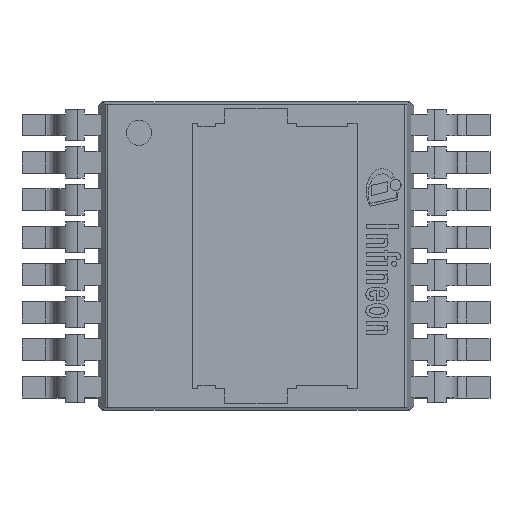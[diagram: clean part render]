
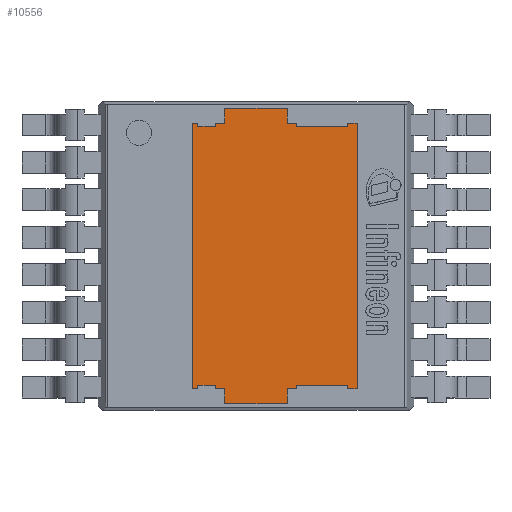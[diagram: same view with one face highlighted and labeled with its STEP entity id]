
A CAD part, top view. The second image highlights one B-rep face of the part: STEP entity #10556.
In plain terms, the highlighted planar face has unit normal (0, 0, 1).
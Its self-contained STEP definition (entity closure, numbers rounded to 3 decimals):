
#746=PLANE('',#11367);
#1314=FACE_OUTER_BOUND('',#1889,.T.);
#1889=EDGE_LOOP('',(#9853,#9854,#9855,#9856,#9857,#9858,#9859,#9860,#9861,
#9862,#9863,#9864,#9865,#9866,#9867,#9868,#9869,#9870,#9871,#9872,#9873,
#9874,#9875,#9876,#9877,#9878,#9879,#9880));
#2943=LINE('',#17684,#4077);
#2946=LINE('',#17690,#4080);
#2949=LINE('',#17696,#4083);
#2952=LINE('',#17702,#4086);
#2955=LINE('',#17708,#4089);
#2958=LINE('',#17714,#4092);
#2961=LINE('',#17720,#4095);
#2964=LINE('',#17726,#4098);
#2967=LINE('',#17732,#4101);
#2970=LINE('',#17738,#4104);
#2973=LINE('',#17744,#4107);
#2976=LINE('',#17750,#4110);
#2979=LINE('',#17756,#4113);
#2982=LINE('',#17762,#4116);
#2985=LINE('',#17768,#4119);
#2988=LINE('',#17774,#4122);
#2991=LINE('',#17780,#4125);
#2994=LINE('',#17786,#4128);
#2997=LINE('',#17792,#4131);
#3000=LINE('',#17798,#4134);
#3003=LINE('',#17804,#4137);
#3006=LINE('',#17810,#4140);
#3009=LINE('',#17816,#4143);
#3012=LINE('',#17822,#4146);
#3015=LINE('',#17828,#4149);
#3018=LINE('',#17834,#4152);
#3021=LINE('',#17840,#4155);
#3024=LINE('',#17844,#4158);
#4077=VECTOR('',#13923,1.);
#4080=VECTOR('',#13928,1.);
#4083=VECTOR('',#13933,1.);
#4086=VECTOR('',#13938,1.);
#4089=VECTOR('',#13943,1.);
#4092=VECTOR('',#13948,1.);
#4095=VECTOR('',#13953,1.);
#4098=VECTOR('',#13958,1.);
#4101=VECTOR('',#13963,1.);
#4104=VECTOR('',#13968,1.);
#4107=VECTOR('',#13973,1.);
#4110=VECTOR('',#13978,1.);
#4113=VECTOR('',#13983,1.);
#4116=VECTOR('',#13988,1.);
#4119=VECTOR('',#13993,1.);
#4122=VECTOR('',#13998,1.);
#4125=VECTOR('',#14003,1.);
#4128=VECTOR('',#14008,1.);
#4131=VECTOR('',#14013,1.);
#4134=VECTOR('',#14018,1.);
#4137=VECTOR('',#14023,1.);
#4140=VECTOR('',#14028,1.);
#4143=VECTOR('',#14033,1.);
#4146=VECTOR('',#14038,1.);
#4149=VECTOR('',#14043,1.);
#4152=VECTOR('',#14048,1.);
#4155=VECTOR('',#14053,1.);
#4158=VECTOR('',#14058,1.);
#5316=VERTEX_POINT('',#17681);
#5317=VERTEX_POINT('',#17683);
#5319=VERTEX_POINT('',#17689);
#5321=VERTEX_POINT('',#17695);
#5323=VERTEX_POINT('',#17701);
#5325=VERTEX_POINT('',#17707);
#5327=VERTEX_POINT('',#17713);
#5329=VERTEX_POINT('',#17719);
#5331=VERTEX_POINT('',#17725);
#5333=VERTEX_POINT('',#17731);
#5335=VERTEX_POINT('',#17737);
#5337=VERTEX_POINT('',#17743);
#5339=VERTEX_POINT('',#17749);
#5341=VERTEX_POINT('',#17755);
#5343=VERTEX_POINT('',#17761);
#5345=VERTEX_POINT('',#17767);
#5347=VERTEX_POINT('',#17773);
#5349=VERTEX_POINT('',#17779);
#5351=VERTEX_POINT('',#17785);
#5353=VERTEX_POINT('',#17791);
#5355=VERTEX_POINT('',#17797);
#5357=VERTEX_POINT('',#17803);
#5359=VERTEX_POINT('',#17809);
#5361=VERTEX_POINT('',#17815);
#5363=VERTEX_POINT('',#17821);
#5365=VERTEX_POINT('',#17827);
#5367=VERTEX_POINT('',#17833);
#5369=VERTEX_POINT('',#17839);
#6801=EDGE_CURVE('',#5317,#5316,#2943,.T.);
#6804=EDGE_CURVE('',#5319,#5317,#2946,.T.);
#6807=EDGE_CURVE('',#5321,#5319,#2949,.T.);
#6810=EDGE_CURVE('',#5323,#5321,#2952,.T.);
#6813=EDGE_CURVE('',#5325,#5323,#2955,.T.);
#6816=EDGE_CURVE('',#5327,#5325,#2958,.T.);
#6819=EDGE_CURVE('',#5329,#5327,#2961,.T.);
#6822=EDGE_CURVE('',#5331,#5329,#2964,.T.);
#6825=EDGE_CURVE('',#5333,#5331,#2967,.T.);
#6828=EDGE_CURVE('',#5335,#5333,#2970,.T.);
#6831=EDGE_CURVE('',#5337,#5335,#2973,.T.);
#6834=EDGE_CURVE('',#5339,#5337,#2976,.T.);
#6837=EDGE_CURVE('',#5341,#5339,#2979,.T.);
#6840=EDGE_CURVE('',#5343,#5341,#2982,.T.);
#6843=EDGE_CURVE('',#5345,#5343,#2985,.T.);
#6846=EDGE_CURVE('',#5347,#5345,#2988,.T.);
#6849=EDGE_CURVE('',#5349,#5347,#2991,.T.);
#6852=EDGE_CURVE('',#5351,#5349,#2994,.T.);
#6855=EDGE_CURVE('',#5353,#5351,#2997,.T.);
#6858=EDGE_CURVE('',#5355,#5353,#3000,.T.);
#6861=EDGE_CURVE('',#5357,#5355,#3003,.T.);
#6864=EDGE_CURVE('',#5359,#5357,#3006,.T.);
#6867=EDGE_CURVE('',#5361,#5359,#3009,.T.);
#6870=EDGE_CURVE('',#5363,#5361,#3012,.T.);
#6873=EDGE_CURVE('',#5365,#5363,#3015,.T.);
#6876=EDGE_CURVE('',#5367,#5365,#3018,.T.);
#6879=EDGE_CURVE('',#5369,#5367,#3021,.T.);
#6882=EDGE_CURVE('',#5316,#5369,#3024,.T.);
#9853=ORIENTED_EDGE('',*,*,#6882,.T.);
#9854=ORIENTED_EDGE('',*,*,#6879,.T.);
#9855=ORIENTED_EDGE('',*,*,#6876,.T.);
#9856=ORIENTED_EDGE('',*,*,#6873,.T.);
#9857=ORIENTED_EDGE('',*,*,#6870,.T.);
#9858=ORIENTED_EDGE('',*,*,#6867,.T.);
#9859=ORIENTED_EDGE('',*,*,#6864,.T.);
#9860=ORIENTED_EDGE('',*,*,#6861,.T.);
#9861=ORIENTED_EDGE('',*,*,#6858,.T.);
#9862=ORIENTED_EDGE('',*,*,#6855,.T.);
#9863=ORIENTED_EDGE('',*,*,#6852,.T.);
#9864=ORIENTED_EDGE('',*,*,#6849,.T.);
#9865=ORIENTED_EDGE('',*,*,#6846,.T.);
#9866=ORIENTED_EDGE('',*,*,#6843,.T.);
#9867=ORIENTED_EDGE('',*,*,#6840,.T.);
#9868=ORIENTED_EDGE('',*,*,#6837,.T.);
#9869=ORIENTED_EDGE('',*,*,#6834,.T.);
#9870=ORIENTED_EDGE('',*,*,#6831,.T.);
#9871=ORIENTED_EDGE('',*,*,#6828,.T.);
#9872=ORIENTED_EDGE('',*,*,#6825,.T.);
#9873=ORIENTED_EDGE('',*,*,#6822,.T.);
#9874=ORIENTED_EDGE('',*,*,#6819,.T.);
#9875=ORIENTED_EDGE('',*,*,#6816,.T.);
#9876=ORIENTED_EDGE('',*,*,#6813,.T.);
#9877=ORIENTED_EDGE('',*,*,#6810,.T.);
#9878=ORIENTED_EDGE('',*,*,#6807,.T.);
#9879=ORIENTED_EDGE('',*,*,#6804,.T.);
#9880=ORIENTED_EDGE('',*,*,#6801,.T.);
#10556=ADVANCED_FACE('',(#1314),#746,.T.);
#11367=AXIS2_PLACEMENT_3D('',#17845,#14059,#14060);
#13923=DIRECTION('',(1.,0.,0.));
#13928=DIRECTION('',(0.,1.,0.));
#13933=DIRECTION('',(1.,0.,0.));
#13938=DIRECTION('',(0.,-1.,0.));
#13943=DIRECTION('',(1.,0.,0.));
#13948=DIRECTION('',(0.,-1.,0.));
#13953=DIRECTION('',(1.,0.,0.));
#13958=DIRECTION('',(0.,1.,0.));
#13963=DIRECTION('',(1.,0.,0.));
#13968=DIRECTION('',(0.,-1.,0.));
#13973=DIRECTION('',(-1.,0.,0.));
#13978=DIRECTION('',(0.,1.,0.));
#13983=DIRECTION('',(-1.,0.,0.));
#13988=DIRECTION('',(0.,-1.,0.));
#13993=DIRECTION('',(-1.,0.,0.));
#13998=DIRECTION('',(0.,-1.,0.));
#14003=DIRECTION('',(-1.,0.,0.));
#14008=DIRECTION('',(0.,1.,0.));
#14013=DIRECTION('',(-1.,0.,0.));
#14018=DIRECTION('',(0.,1.,0.));
#14023=DIRECTION('',(-1.,0.,0.));
#14028=DIRECTION('',(0.,-1.,0.));
#14033=DIRECTION('',(-1.,0.,0.));
#14038=DIRECTION('',(0.,1.,0.));
#14043=DIRECTION('',(1.,0.,0.));
#14048=DIRECTION('',(0.,-1.,0.));
#14053=DIRECTION('',(1.,0.,0.));
#14058=DIRECTION('',(0.,1.,0.));
#14059=DIRECTION('center_axis',(0.,0.,1.));
#14060=DIRECTION('ref_axis',(1.,0.,0.));
#17681=CARTESIAN_POINT('',(1.3,-4.25,2.5));
#17683=CARTESIAN_POINT('',(1.,-4.25,2.5));
#17684=CARTESIAN_POINT('',(1.,-4.25,2.5));
#17689=CARTESIAN_POINT('',(1.,-4.73,2.5));
#17690=CARTESIAN_POINT('',(1.,-4.73,2.5));
#17695=CARTESIAN_POINT('',(-1.,-4.73,2.5));
#17696=CARTESIAN_POINT('',(-1.,-4.73,2.5));
#17701=CARTESIAN_POINT('',(-1.,-4.25,2.5));
#17702=CARTESIAN_POINT('',(-1.,-4.25,2.5));
#17707=CARTESIAN_POINT('',(-1.3,-4.25,2.5));
#17708=CARTESIAN_POINT('',(-1.3,-4.25,2.5));
#17713=CARTESIAN_POINT('',(-1.3,-4.15,2.5));
#17714=CARTESIAN_POINT('',(-1.3,-4.15,2.5));
#17719=CARTESIAN_POINT('',(-1.866,-4.15,2.5));
#17720=CARTESIAN_POINT('',(-1.866,-4.15,2.5));
#17725=CARTESIAN_POINT('',(-1.866,-4.25,2.5));
#17726=CARTESIAN_POINT('',(-1.866,-4.25,2.5));
#17731=CARTESIAN_POINT('',(-2.03,-4.25,2.5));
#17732=CARTESIAN_POINT('',(-2.03,-4.25,2.5));
#17737=CARTESIAN_POINT('',(-2.03,4.25,2.5));
#17738=CARTESIAN_POINT('',(-2.03,4.25,2.5));
#17743=CARTESIAN_POINT('',(-1.866,4.25,2.5));
#17744=CARTESIAN_POINT('',(-1.866,4.25,2.5));
#17749=CARTESIAN_POINT('',(-1.866,4.15,2.5));
#17750=CARTESIAN_POINT('',(-1.866,4.15,2.5));
#17755=CARTESIAN_POINT('',(-1.3,4.15,2.5));
#17756=CARTESIAN_POINT('',(-1.3,4.15,2.5));
#17761=CARTESIAN_POINT('',(-1.3,4.25,2.5));
#17762=CARTESIAN_POINT('',(-1.3,4.25,2.5));
#17767=CARTESIAN_POINT('',(-1.,4.25,2.5));
#17768=CARTESIAN_POINT('',(-1.,4.25,2.5));
#17773=CARTESIAN_POINT('',(-1.,4.73,2.5));
#17774=CARTESIAN_POINT('',(-1.,4.73,2.5));
#17779=CARTESIAN_POINT('',(1.,4.73,2.5));
#17780=CARTESIAN_POINT('',(1.,4.73,2.5));
#17785=CARTESIAN_POINT('',(1.,4.25,2.5));
#17786=CARTESIAN_POINT('',(1.,4.25,2.5));
#17791=CARTESIAN_POINT('',(1.3,4.25,2.5));
#17792=CARTESIAN_POINT('',(1.3,4.25,2.5));
#17797=CARTESIAN_POINT('',(1.3,4.15,2.5));
#17798=CARTESIAN_POINT('',(1.3,4.15,2.5));
#17803=CARTESIAN_POINT('',(2.94,4.15,2.5));
#17804=CARTESIAN_POINT('',(2.94,4.15,2.5));
#17809=CARTESIAN_POINT('',(2.94,4.25,2.5));
#17810=CARTESIAN_POINT('',(2.94,4.25,2.5));
#17815=CARTESIAN_POINT('',(3.24,4.25,2.5));
#17816=CARTESIAN_POINT('',(3.24,4.25,2.5));
#17821=CARTESIAN_POINT('',(3.24,-4.25,2.5));
#17822=CARTESIAN_POINT('',(3.24,-4.25,2.5));
#17827=CARTESIAN_POINT('',(2.94,-4.25,2.5));
#17828=CARTESIAN_POINT('',(2.94,-4.25,2.5));
#17833=CARTESIAN_POINT('',(2.94,-4.15,2.5));
#17834=CARTESIAN_POINT('',(2.94,-4.15,2.5));
#17839=CARTESIAN_POINT('',(1.3,-4.15,2.5));
#17840=CARTESIAN_POINT('',(1.3,-4.15,2.5));
#17844=CARTESIAN_POINT('',(1.3,-4.25,2.5));
#17845=CARTESIAN_POINT('Origin',(0.558,0.,
2.5));
